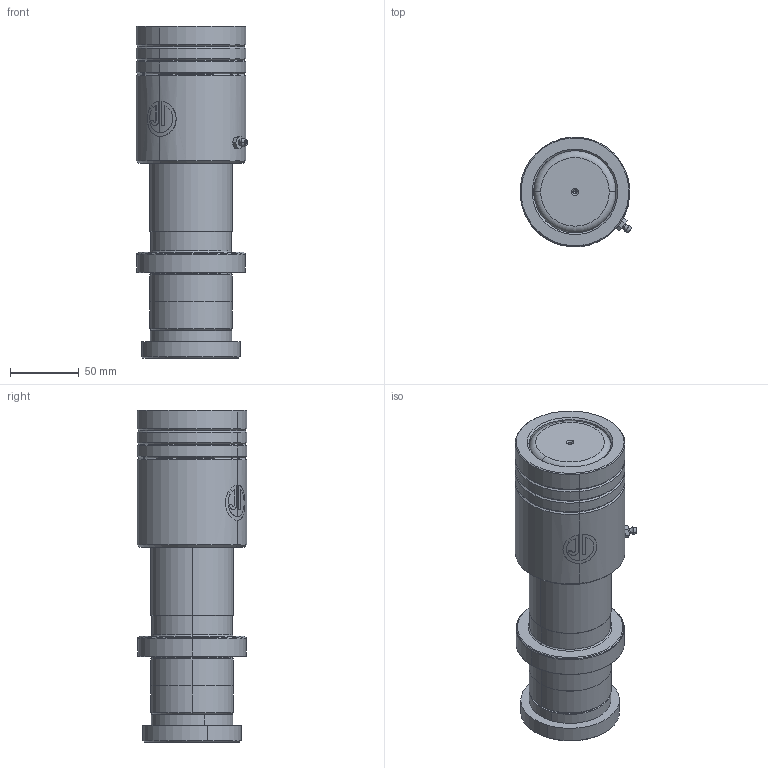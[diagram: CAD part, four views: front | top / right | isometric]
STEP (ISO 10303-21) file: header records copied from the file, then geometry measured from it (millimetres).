
FILE_DESCRIPTION (( 'STEP AP214' ), '1' );
FILE_NAME ('HRD-D60-L180(BL-100).STEP', '2021-09-30T07:14:23', ( '' ), ( '' ), 'SwSTEP 2.0', 'SolidWorks 2016', '' );
FILE_SCHEMA (( 'AUTOMOTIVE_DESIGN' ));
Length unit declared in the file: millimetre
Products named in the file (12): TRP-D60-L180; HRD-D60-L180(BL-100); 蛁蚐郲; LXB-D80-d60-L100; TRP蹟簽D60; LXB-D80-d60-L100郪蚾
Assembly tree (7 placements, depth 3):
  TRP-D60-L180
  HRD-D60-L180(BL-100)
    LXB-D80-d60-L100郪蚾
      LXB-D80-d60-L100
  蛁蚐郲
  TRP蹟簽D60
  HRD-D60-L180(BL-100)
    TRP-D60-L180
    TRP蹟簽D60
    LXB-D80-d60-L100郪蚾
      LXB-D80-d60-L100
      蛁蚐郲
Bounding box: 81.26 x 79.72 x 242 mm (x, y, z)
Volume: 928466.4 mm3; surface area: 116180.7 mm2
Topology: 4 solids, 4 shells, 163 faces, 361 edges, 216 vertices
Faces by surface type: cylinder 49, cone 42, plane 30, torus 28, bspline 14
Entity records: 9342 total; most frequent: CARTESIAN_POINT 5429, DIRECTION 799, ORIENTED_EDGE 710, EDGE_CURVE 355, AXIS2_PLACEMENT_3D 341, VERTEX_POINT 212, EDGE_LOOP 183, CIRCLE 177
